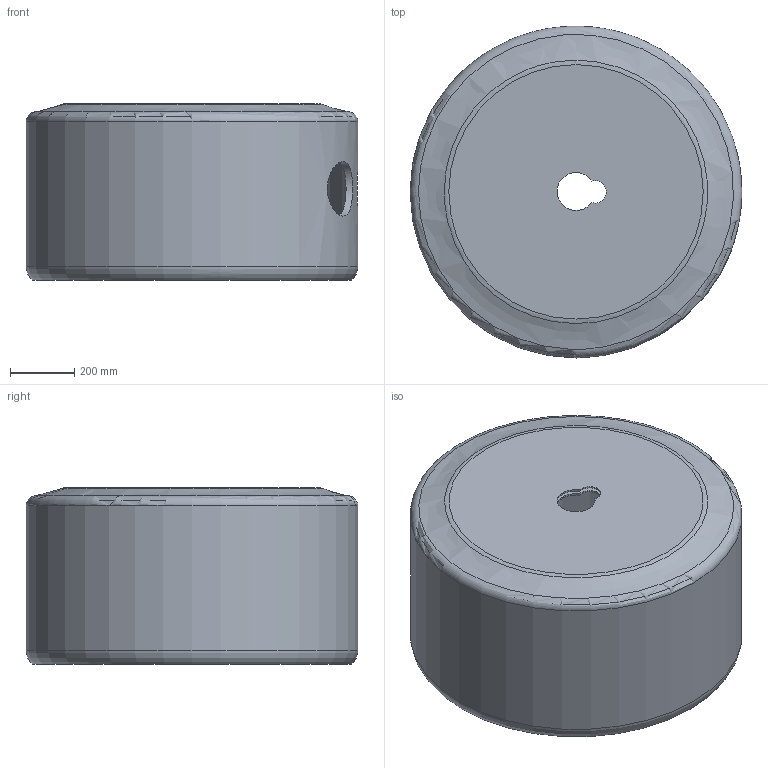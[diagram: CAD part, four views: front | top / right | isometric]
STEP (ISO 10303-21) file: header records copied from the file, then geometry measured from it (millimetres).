
FILE_DESCRIPTION(/* description */ (''),/* implementation_level */ '2;1');
FILE_NAME(/* name */ 'ABIZO BODY 1.step',/* time_stamp */ '2020-08-09T03:11:31+03:00',/* author */ (''),/* organization */ (''),/* preprocessor_version */ 'ST-DEVELOPER v18',/* originating_system */ 'Autodesk Translation Framework v8.12.0.6',/* authorisation */ '');
FILE_SCHEMA (('AUTOMOTIVE_DESIGN { 1 0 10303 214 3 1 1 }'));
Length unit declared in the file: millimetre
Products named in the file (1): cover with eyes
Bounding box: 1030 x 1030 x 547.43 mm (x, y, z)
Volume: 39800972.5 mm3; surface area: 6469711.3 mm2
Topology: 1 solids, 1 shells, 23 faces, 51 edges, 35 vertices
Faces by surface type: cylinder 8, torus 7, plane 7, bspline 1
Full cylindrical faces by diameter (mm): 170 x2, 990 x1, 1030 x1
Entity records: 1553 total; most frequent: CARTESIAN_POINT 973, DIRECTION 124, ORIENTED_EDGE 102, AXIS2_PLACEMENT_3D 58, EDGE_CURVE 51, CIRCLE 35, VERTEX_POINT 35, EDGE_LOOP 34
